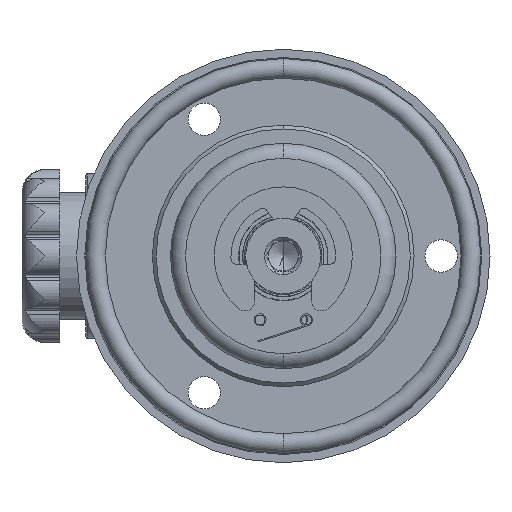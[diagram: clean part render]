
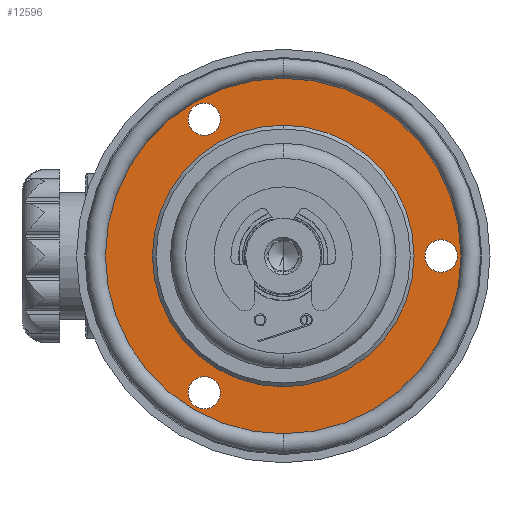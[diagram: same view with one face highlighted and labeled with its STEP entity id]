
A CAD part, front view. The second image highlights one B-rep face of the part: STEP entity #12596.
In plain terms, the highlighted planar face has unit normal (0, -1, 0).
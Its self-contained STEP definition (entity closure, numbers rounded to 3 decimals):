
#5 = DIRECTION ( 'NONE',  ( 0., 0., 1. ) ) ;
#124 = AXIS2_PLACEMENT_3D ( 'NONE', #15447, #10529, #5380 ) ;
#164 = FACE_BOUND ( 'NONE', #7017, .T. ) ;
#221 = DIRECTION ( 'NONE',  ( 0., 0., 1. ) ) ;
#424 = DIRECTION ( 'NONE',  ( 0., 1., 0. ) ) ;
#613 = EDGE_LOOP ( 'NONE', ( #1005, #29005 ) ) ;
#680 = CARTESIAN_POINT ( 'NONE',  ( -17.4, 3.5, 0. ) ) ;
#837 = ORIENTED_EDGE ( 'NONE', *, *, #8037, .T. ) ;
#1005 = ORIENTED_EDGE ( 'NONE', *, *, #1513, .T. ) ;
#1513 = EDGE_CURVE ( 'NONE', #22527, #17838, #28274, .T. ) ;
#1749 = AXIS2_PLACEMENT_3D ( 'NONE', #17894, #28470, #27803 ) ;
#2450 = CARTESIAN_POINT ( 'NONE',  ( 21., 3.5, 0. ) ) ;
#2706 = PLANE ( 'NONE',  #32754 ) ;
#2852 = DIRECTION ( 'NONE',  ( 0., 1., 0. ) ) ;
#2960 = CIRCLE ( 'NONE', #18246, 17.4 ) ;
#3131 = VERTEX_POINT ( 'NONE', #20379 ) ;
#4477 = AXIS2_PLACEMENT_3D ( 'NONE', #12413, #4731, #10053 ) ;
#4731 = DIRECTION ( 'NONE',  ( 0., 1., 0. ) ) ;
#5311 = CARTESIAN_POINT ( 'NONE',  ( 0., 3.5, 0. ) ) ;
#5380 = DIRECTION ( 'NONE',  ( 0., 0., 1. ) ) ;
#5531 = AXIS2_PLACEMENT_3D ( 'NONE', #15837, #2852, #13297 ) ;
#5575 = CIRCLE ( 'NONE', #1749, 2.15 ) ;
#5839 = ORIENTED_EDGE ( 'NONE', *, *, #8435, .F. ) ;
#6604 = CIRCLE ( 'NONE', #5531, 23.65 ) ;
#6724 = EDGE_CURVE ( 'NONE', #21657, #14375, #17588, .T. ) ;
#6772 = EDGE_CURVE ( 'NONE', #14375, #21657, #5575, .T. ) ;
#7017 = EDGE_LOOP ( 'NONE', ( #19878, #837 ) ) ;
#7065 = CARTESIAN_POINT ( 'NONE',  ( 0., 3.5, 17.4 ) ) ;
#7542 = CARTESIAN_POINT ( 'NONE',  ( -10.5, 3.5, -18.187 ) ) ;
#8037 = EDGE_CURVE ( 'NONE', #33194, #14919, #2960, .T. ) ;
#8435 = EDGE_CURVE ( 'NONE', #32000, #3131, #9541, .T. ) ;
#9541 = CIRCLE ( 'NONE', #30790, 23.65 ) ;
#10053 = DIRECTION ( 'NONE',  ( 0., 0., 1. ) ) ;
#10115 = DIRECTION ( 'NONE',  ( 0., 1., 0. ) ) ;
#10437 = FACE_BOUND ( 'NONE', #29238, .T. ) ;
#10527 = EDGE_LOOP ( 'NONE', ( #30799, #23648 ) ) ;
#10529 = DIRECTION ( 'NONE',  ( 0., 1., 0. ) ) ;
#10630 = DIRECTION ( 'NONE',  ( 0., 0., -1. ) ) ;
#10679 = AXIS2_PLACEMENT_3D ( 'NONE', #2450, #15443, #18735 ) ;
#12172 = AXIS2_PLACEMENT_3D ( 'NONE', #13252, #424, #13076 ) ;
#12413 = CARTESIAN_POINT ( 'NONE',  ( -10.5, 3.5, 18.187 ) ) ;
#12596 = ADVANCED_FACE ( 'NONE', ( #29370, #16381, #10437, #164, #23435 ), #2706, .T. ) ;
#13076 = DIRECTION ( 'NONE',  ( 0., 0., 1. ) ) ;
#13252 = CARTESIAN_POINT ( 'NONE',  ( 21., 3.5, 0. ) ) ;
#13297 = DIRECTION ( 'NONE',  ( 0., 0., 1. ) ) ;
#13377 = VERTEX_POINT ( 'NONE', #33448 ) ;
#13380 = DIRECTION ( 'NONE',  ( 0., 1., 0. ) ) ;
#14147 = CARTESIAN_POINT ( 'NONE',  ( 0., 3.5, 23.65 ) ) ;
#14375 = VERTEX_POINT ( 'NONE', #33454 ) ;
#14919 = VERTEX_POINT ( 'NONE', #7065 ) ;
#15127 = DIRECTION ( 'NONE',  ( 0., 0., 1. ) ) ;
#15443 = DIRECTION ( 'NONE',  ( 0., 1., 0. ) ) ;
#15447 = CARTESIAN_POINT ( 'NONE',  ( 0., 3.5, 0. ) ) ;
#15695 = DIRECTION ( 'NONE',  ( 0., -1., 0. ) ) ;
#15837 = CARTESIAN_POINT ( 'NONE',  ( 0., 3.5, 0. ) ) ;
#16007 = CARTESIAN_POINT ( 'NONE',  ( 21., 3.5, -2.15 ) ) ;
#16381 = FACE_BOUND ( 'NONE', #613, .T. ) ;
#16918 = CARTESIAN_POINT ( 'NONE',  ( -10.5, 3.5, -16.037 ) ) ;
#17588 = CIRCLE ( 'NONE', #4477, 2.15 ) ;
#17715 = CARTESIAN_POINT ( 'NONE',  ( -10.5, 3.5, -18.187 ) ) ;
#17785 = DIRECTION ( 'NONE',  ( 0., 1., 0. ) ) ;
#17838 = VERTEX_POINT ( 'NONE', #33164 ) ;
#17894 = CARTESIAN_POINT ( 'NONE',  ( -10.5, 3.5, 18.187 ) ) ;
#17962 = AXIS2_PLACEMENT_3D ( 'NONE', #7542, #10115, #5 ) ;
#18246 = AXIS2_PLACEMENT_3D ( 'NONE', #30781, #13380, #221 ) ;
#18735 = DIRECTION ( 'NONE',  ( 0., 0., 1. ) ) ;
#18777 = EDGE_CURVE ( 'NONE', #13377, #25347, #19830, .T. ) ;
#19787 = CIRCLE ( 'NONE', #124, 17.4 ) ;
#19830 = CIRCLE ( 'NONE', #12172, 2.15 ) ;
#19878 = ORIENTED_EDGE ( 'NONE', *, *, #31444, .T. ) ;
#20311 = DIRECTION ( 'NONE',  ( 0., 1., 0. ) ) ;
#20379 = CARTESIAN_POINT ( 'NONE',  ( 0., 3.5, -23.65 ) ) ;
#21078 = EDGE_CURVE ( 'NONE', #25347, #13377, #32441, .T. ) ;
#21657 = VERTEX_POINT ( 'NONE', #32612 ) ;
#22527 = VERTEX_POINT ( 'NONE', #16918 ) ;
#23435 = FACE_OUTER_BOUND ( 'NONE', #28433, .T. ) ;
#23648 = ORIENTED_EDGE ( 'NONE', *, *, #6772, .T. ) ;
#24713 = CARTESIAN_POINT ( 'NONE',  ( 0., 3.5, -17.4 ) ) ;
#25101 = EDGE_CURVE ( 'NONE', #17838, #22527, #26184, .T. ) ;
#25347 = VERTEX_POINT ( 'NONE', #16007 ) ;
#26184 = CIRCLE ( 'NONE', #17962, 2.15 ) ;
#26719 = AXIS2_PLACEMENT_3D ( 'NONE', #17715, #20311, #15127 ) ;
#26749 = ORIENTED_EDGE ( 'NONE', *, *, #30789, .F. ) ;
#27803 = DIRECTION ( 'NONE',  ( 0., 0., 1. ) ) ;
#28196 = DIRECTION ( 'NONE',  ( 0., 0., 1. ) ) ;
#28274 = CIRCLE ( 'NONE', #26719, 2.15 ) ;
#28433 = EDGE_LOOP ( 'NONE', ( #5839, #26749 ) ) ;
#28470 = DIRECTION ( 'NONE',  ( 0., 1., 0. ) ) ;
#29005 = ORIENTED_EDGE ( 'NONE', *, *, #25101, .T. ) ;
#29194 = ORIENTED_EDGE ( 'NONE', *, *, #21078, .T. ) ;
#29238 = EDGE_LOOP ( 'NONE', ( #29354, #29194 ) ) ;
#29354 = ORIENTED_EDGE ( 'NONE', *, *, #18777, .T. ) ;
#29370 = FACE_BOUND ( 'NONE', #10527, .T. ) ;
#30781 = CARTESIAN_POINT ( 'NONE',  ( 0., 3.5, 0. ) ) ;
#30789 = EDGE_CURVE ( 'NONE', #3131, #32000, #6604, .T. ) ;
#30790 = AXIS2_PLACEMENT_3D ( 'NONE', #5311, #17785, #28196 ) ;
#30799 = ORIENTED_EDGE ( 'NONE', *, *, #6724, .T. ) ;
#31444 = EDGE_CURVE ( 'NONE', #14919, #33194, #19787, .T. ) ;
#32000 = VERTEX_POINT ( 'NONE', #14147 ) ;
#32441 = CIRCLE ( 'NONE', #10679, 2.15 ) ;
#32612 = CARTESIAN_POINT ( 'NONE',  ( -10.5, 3.5, 20.337 ) ) ;
#32754 = AXIS2_PLACEMENT_3D ( 'NONE', #680, #15695, #10630 ) ;
#33164 = CARTESIAN_POINT ( 'NONE',  ( -10.5, 3.5, -20.337 ) ) ;
#33194 = VERTEX_POINT ( 'NONE', #24713 ) ;
#33448 = CARTESIAN_POINT ( 'NONE',  ( 21., 3.5, 2.15 ) ) ;
#33454 = CARTESIAN_POINT ( 'NONE',  ( -10.5, 3.5, 16.037 ) ) ;
